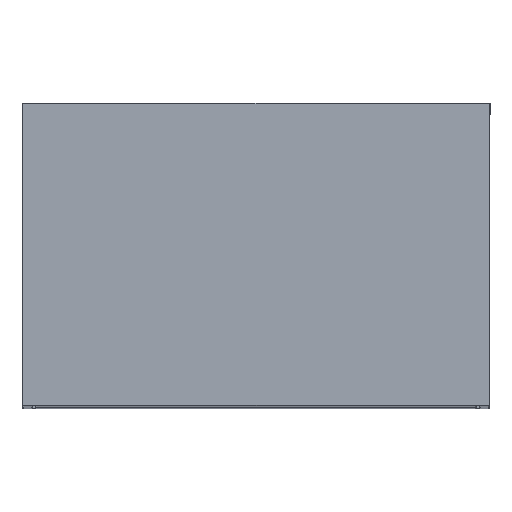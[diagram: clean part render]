
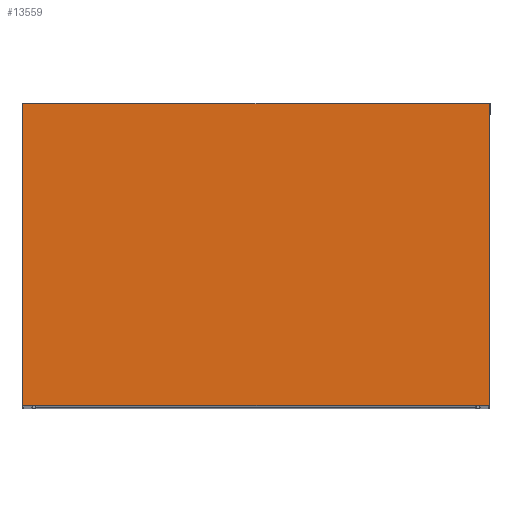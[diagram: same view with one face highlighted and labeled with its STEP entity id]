
A CAD part, top view. The second image highlights one B-rep face of the part: STEP entity #13559.
In plain terms, the highlighted free-form (B-spline) face has degree [1, 1] with [2, 2] control points.
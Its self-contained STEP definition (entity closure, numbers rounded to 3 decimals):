
#13298=CARTESIAN_POINT('',(717.138,4655.423,1516.));
#13299=VERTEX_POINT('',#13298);
#13306=CARTESIAN_POINT('',(717.345,4655.63,1516.));
#13307=VERTEX_POINT('',#13306);
#13308=CARTESIAN_POINT('',(717.345,4655.63,1516.));
#13309=DIRECTION('',(-0.707,-0.707,0.0));
#13310=VECTOR('',#13309,0.293);
#13311=LINE('',#13308,#13310);
#13312=EDGE_CURVE('',#13307,#13299,#13311,.T.);
#13330=CARTESIAN_POINT('',(1133.931,4655.63,1516.));
#13331=VERTEX_POINT('',#13330);
#13332=CARTESIAN_POINT('',(1133.931,4655.63,1516.));
#13333=DIRECTION('',(-1.0,0.0,0.0));
#13334=VECTOR('',#13333,416.586);
#13335=LINE('',#13332,#13334);
#13336=EDGE_CURVE('',#13331,#13307,#13335,.T.);
#13352=CARTESIAN_POINT('',(717.138,4386.837,1516.));
#13353=VERTEX_POINT('',#13352);
#13354=CARTESIAN_POINT('',(717.138,4655.423,1516.));
#13355=DIRECTION('',(0.0,-1.0,0.0));
#13356=VECTOR('',#13355,268.586);
#13357=LINE('',#13354,#13356);
#13358=EDGE_CURVE('',#13299,#13353,#13357,.T.);
#13385=CARTESIAN_POINT('',(1134.138,4655.423,1516.));
#13386=VERTEX_POINT('',#13385);
#13387=CARTESIAN_POINT('',(1134.138,4655.423,1516.));
#13388=DIRECTION('',(-0.707,0.707,0.0));
#13389=VECTOR('',#13388,0.293);
#13390=LINE('',#13387,#13389);
#13391=EDGE_CURVE('',#13386,#13331,#13390,.T.);
#13416=CARTESIAN_POINT('',(1134.138,4386.837,1516.));
#13417=VERTEX_POINT('',#13416);
#13418=CARTESIAN_POINT('',(1134.138,4386.837,1516.));
#13419=DIRECTION('',(0.0,1.0,0.0));
#13420=VECTOR('',#13419,268.586);
#13421=LINE('',#13418,#13420);
#13422=EDGE_CURVE('',#13417,#13386,#13421,.T.);
#13447=CARTESIAN_POINT('',(1133.931,4386.63,1516.));
#13448=VERTEX_POINT('',#13447);
#13449=CARTESIAN_POINT('',(1133.931,4386.63,1516.));
#13450=DIRECTION('',(0.707,0.707,0.0));
#13451=VECTOR('',#13450,0.293);
#13452=LINE('',#13449,#13451);
#13453=EDGE_CURVE('',#13448,#13417,#13452,.T.);
#13469=CARTESIAN_POINT('',(717.345,4386.63,1516.));
#13470=VERTEX_POINT('',#13469);
#13471=CARTESIAN_POINT('',(717.345,4386.63,1516.));
#13472=DIRECTION('',(1.0,0.0,0.0));
#13473=VECTOR('',#13472,416.586);
#13474=LINE('',#13471,#13473);
#13475=EDGE_CURVE('',#13470,#13448,#13474,.T.);
#13498=CARTESIAN_POINT('',(717.138,4386.837,1516.));
#13499=DIRECTION('',(0.707,-0.707,0.0));
#13500=VECTOR('',#13499,0.293);
#13501=LINE('',#13498,#13500);
#13502=EDGE_CURVE('',#13353,#13470,#13501,.T.);
#13544=CARTESIAN_POINT('',(1134.138,4386.63,1516.));
#13545=CARTESIAN_POINT('',(717.138,4386.63,1516.));
#13546=CARTESIAN_POINT('',(1134.138,4655.63,1516.));
#13547=CARTESIAN_POINT('',(717.138,4655.63,1516.));
#13548=B_SPLINE_SURFACE_WITH_KNOTS('',1,1,((#13544,#13546),(#13545,#13547)),.UNSPECIFIED.,.F.,.F.,.U.,(2,2),(2,2),(0.0,417.),(0.0,269.),.UNSPECIFIED.);
#13549=ORIENTED_EDGE('',*,*,#13312,.T.);
#13550=ORIENTED_EDGE('',*,*,#13358,.T.);
#13551=ORIENTED_EDGE('',*,*,#13502,.T.);
#13552=ORIENTED_EDGE('',*,*,#13475,.T.);
#13553=ORIENTED_EDGE('',*,*,#13453,.T.);
#13554=ORIENTED_EDGE('',*,*,#13422,.T.);
#13555=ORIENTED_EDGE('',*,*,#13391,.T.);
#13556=ORIENTED_EDGE('',*,*,#13336,.T.);
#13557=EDGE_LOOP('',(#13549,#13550,#13551,#13552,#13553,#13554,#13555,#13556));
#13558=FACE_OUTER_BOUND('',#13557,.T.);
#13559=ADVANCED_FACE('',(#13558),#13548,.F.);
